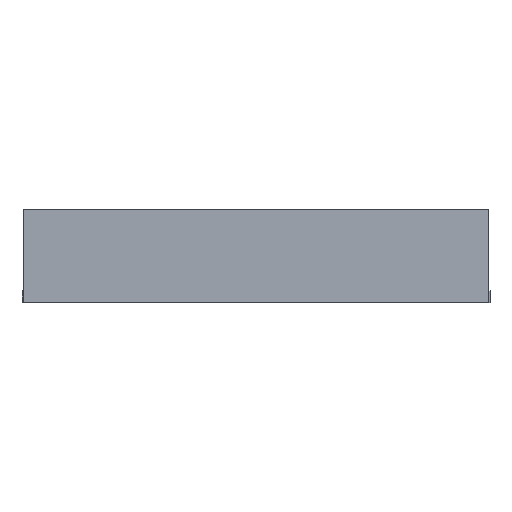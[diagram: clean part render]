
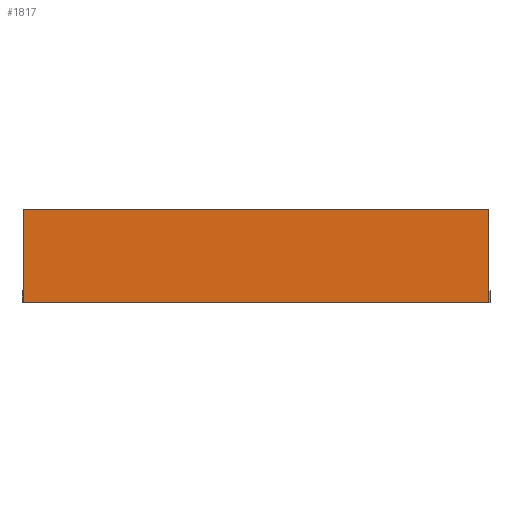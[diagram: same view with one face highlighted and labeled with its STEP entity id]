
A CAD part, top view. The second image highlights one B-rep face of the part: STEP entity #1817.
In plain terms, the highlighted planar face has unit normal (0, 0, 1).
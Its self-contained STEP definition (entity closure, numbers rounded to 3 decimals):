
#5 = VECTOR ( 'NONE', #1232, 1000. ) ;
#23 = ORIENTED_EDGE ( 'NONE', *, *, #418, .T. ) ;
#28 = ORIENTED_EDGE ( 'NONE', *, *, #423, .F. ) ;
#64 = ORIENTED_EDGE ( 'NONE', *, *, #378, .F. ) ;
#72 = ORIENTED_EDGE ( 'NONE', *, *, #427, .T. ) ;
#378 = EDGE_CURVE ( 'NONE', #1145, #1146, #877, .T. ) ;
#418 = EDGE_CURVE ( 'NONE', #1100, #1099, #1629, .T. ) ;
#423 = EDGE_CURVE ( 'NONE', #1100, #1145, #1639, .T. ) ;
#427 = EDGE_CURVE ( 'NONE', #1099, #1146, #1594, .T. ) ;
#560 = EDGE_LOOP ( 'NONE', ( #72, #64, #28, #23 ) ) ;
#757 = AXIS2_PLACEMENT_3D ( 'NONE', #834, #826, #838 ) ;
#809 = PLANE ( 'NONE',  #757 ) ;
#826 = DIRECTION ( 'NONE',  ( 0., 0., -1. ) ) ;
#834 = CARTESIAN_POINT ( 'NONE',  ( -2., 0.8, 2. ) ) ;
#838 = DIRECTION ( 'NONE',  ( -1., 0., 0. ) ) ;
#877 = LINE ( 'NONE', #1231, #5 ) ;
#1069 = FACE_OUTER_BOUND ( 'NONE', #560, .T. ) ;
#1099 = VERTEX_POINT ( 'NONE', #1411 ) ;
#1100 = VERTEX_POINT ( 'NONE', #1412 ) ;
#1145 = VERTEX_POINT ( 'NONE', #1457 ) ;
#1146 = VERTEX_POINT ( 'NONE', #1458 ) ;
#1231 = CARTESIAN_POINT ( 'NONE',  ( 2., 0.8, 2. ) ) ;
#1232 = DIRECTION ( 'NONE',  ( 0., -1., 0. ) ) ;
#1311 = CARTESIAN_POINT ( 'NONE',  ( -2., 0.8, 2. ) ) ;
#1312 = DIRECTION ( 'NONE',  ( 0., -1., 0. ) ) ;
#1313 = CARTESIAN_POINT ( 'NONE',  ( -2., 0., 2. ) ) ;
#1321 = CARTESIAN_POINT ( 'NONE',  ( -2., 0.8, 2. ) ) ;
#1322 = DIRECTION ( 'NONE',  ( 1., 0., 0. ) ) ;
#1331 = DIRECTION ( 'NONE',  ( 1., 0., 0. ) ) ;
#1411 = CARTESIAN_POINT ( 'NONE',  ( -2., 0., 2. ) ) ;
#1412 = CARTESIAN_POINT ( 'NONE',  ( -2., 0.8, 2. ) ) ;
#1457 = CARTESIAN_POINT ( 'NONE',  ( 2., 0.8, 2. ) ) ;
#1458 = CARTESIAN_POINT ( 'NONE',  ( 2., 0., 2. ) ) ;
#1594 = LINE ( 'NONE', #1313, #1647 ) ;
#1629 = LINE ( 'NONE', #1311, #1630 ) ;
#1630 = VECTOR ( 'NONE', #1312, 1000. ) ;
#1639 = LINE ( 'NONE', #1321, #1640 ) ;
#1640 = VECTOR ( 'NONE', #1322, 1000. ) ;
#1647 = VECTOR ( 'NONE', #1331, 1000. ) ;
#1817 = ADVANCED_FACE ( 'NONE', ( #1069 ), #809, .F. ) ;
